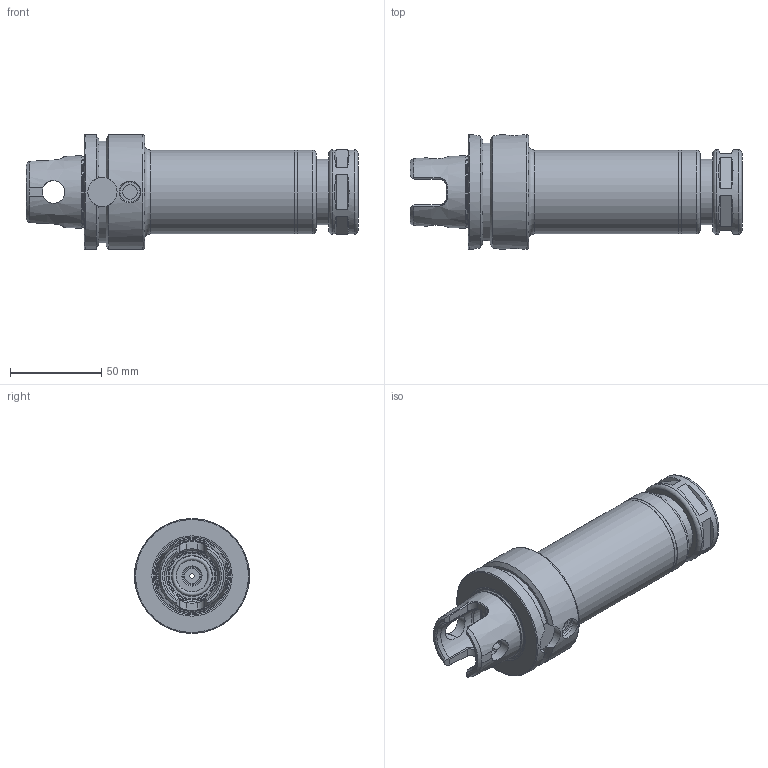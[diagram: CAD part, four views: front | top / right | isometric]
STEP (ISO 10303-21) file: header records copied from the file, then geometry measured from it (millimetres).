
FILE_DESCRIPTION((''),'2;1');
FILE_NAME('126011222150-3D.stp','2020-07-23T13:43:43',('nttooll'),(''),'Autodesk Inventor 2012','Autodesk Inventor 2012','');
FILE_SCHEMA(('AUTOMOTIVE_DESIGN { 1 0 10303 214 1 1 1 1 }'));
Length unit declared in the file: millimetre
Products named in the file (1): 126011222150-3D
Bounding box: 182 x 63 x 63 mm (x, y, z)
Volume: 240312.3 mm3; surface area: 50727.8 mm2
Topology: 1 solids, 1 shells, 180 faces, 393 edges, 245 vertices
Faces by surface type: plane 69, cylinder 48, cone 29, bspline 20, torus 14
Full cylindrical faces by diameter (mm): 2.5 x1, 8 x2, 8.5 x1, 9 x1, 10 x2, 11 x2, 12 x2, 12.5 x2, 16 x2, 16.4 x2, 17.4 x1, 17.5 x1, 18 x1, 21.8 x1, 21.9 x1, 22.3 x1, 23 x2, 24 x1, 26 x1, 28 x2, 30.4 x1, 32.5 x1, 36 x2, 39.4 x1, 45.6 x1, 46 x2, 46.3 x1, 63 x2
Entity records: 5148 total; most frequent: CARTESIAN_POINT 1747, DIRECTION 642, ORIENTED_EDGE 608, EDGE_CURVE 304, AXIS2_PLACEMENT_3D 297, EDGE_LOOP 292, VERTEX_POINT 232, FACE_OUTER_BOUND 180
